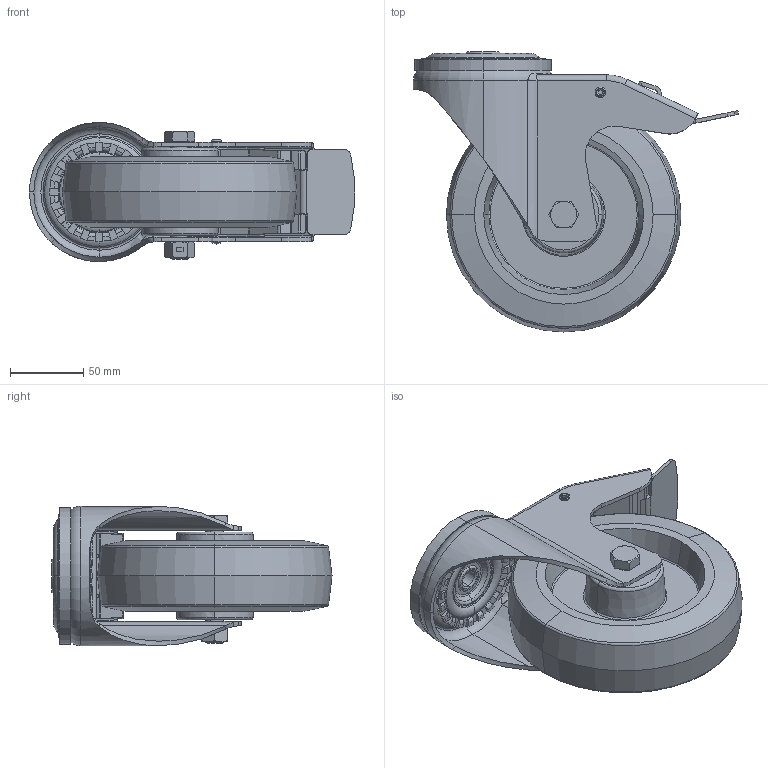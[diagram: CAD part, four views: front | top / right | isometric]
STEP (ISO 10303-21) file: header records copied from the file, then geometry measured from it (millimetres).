
FILE_DESCRIPTION (( 'STEP AP214' ), '1' );
FILE_NAME ('0055793.step', '2023-07-27T09:46:53', ( '' ), ( '' ), 'SwSTEP 2.0', 'SolidWorks 2020', '' );
FILE_SCHEMA (( 'AUTOMOTIVE_DESIGN' ));
Length unit declared in the file: millimetre
Products named in the file (1): 0055793
Bounding box: 221.77 x 191 x 95 mm (x, y, z)
Volume: 866563.6 mm3; surface area: 255323.2 mm2
Topology: 17 solids, 18 shells, 1132 faces, 2819 edges, 1725 vertices
Faces by surface type: plane 435, cylinder 288, torus 205, cone 117, bspline 49, sphere 38
Entity records: 52874 total; most frequent: CARTESIAN_POINT 13438, DIRECTION 5828, ORIENTED_EDGE 5542, EDGE_CURVE 2771, AXIS2_PLACEMENT_3D 2323, VERTEX_POINT 1701, CIRCLE 1239, EDGE_LOOP 1192
